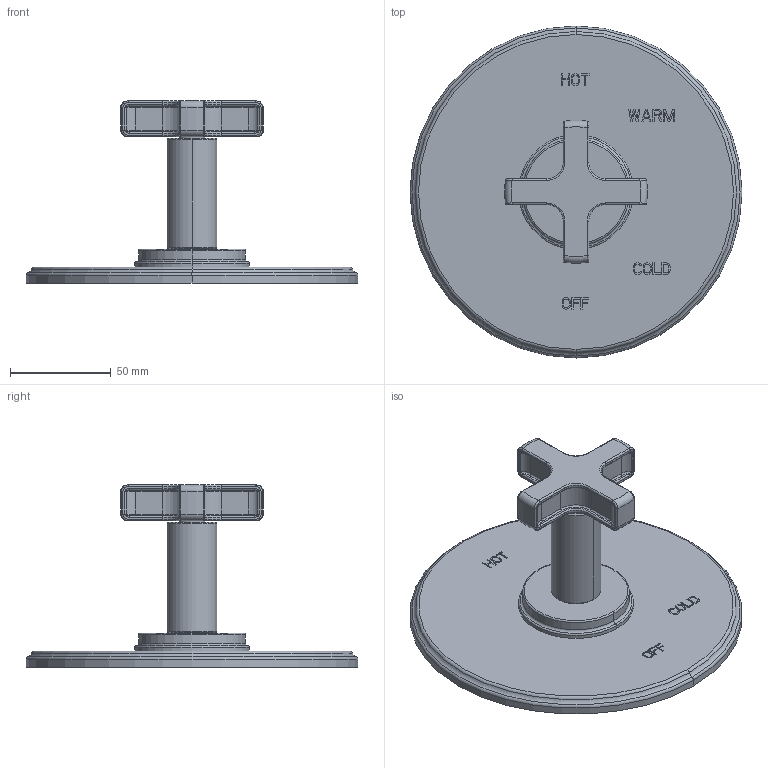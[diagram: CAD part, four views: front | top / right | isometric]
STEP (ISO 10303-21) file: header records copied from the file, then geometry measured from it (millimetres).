
FILE_DESCRIPTION((''),'2;1');
FILE_NAME('4-3284BP','2024-07-31T16:37:29',('rsmith'),(''),'CREO PARAMETRIC BY PTC INC, 2023134','CREO PARAMETRIC BY PTC INC, 2023134','');
FILE_SCHEMA(('CONFIG_CONTROL_DESIGN'));
Length unit declared in the file: inch
Products named in the file (1): 4-3284BP
Bounding box: 165.1 x 165.1 x 90.53 mm (x, y, z)
Volume: 100772 mm3; surface area: 62795.1 mm2
Topology: 1 solids, 1 shells, 566 faces, 1459 edges, 922 vertices
Faces by surface type: plane 360, cylinder 104, torus 70, bspline 32
Entity records: 19031 total; most frequent: CARTESIAN_POINT 5249, ORIENTED_EDGE 2918, DIRECTION 2761, EDGE_CURVE 1459, VECTOR 1097, LINE 1097, VERTEX_POINT 922, AXIS2_PLACEMENT_3D 832
